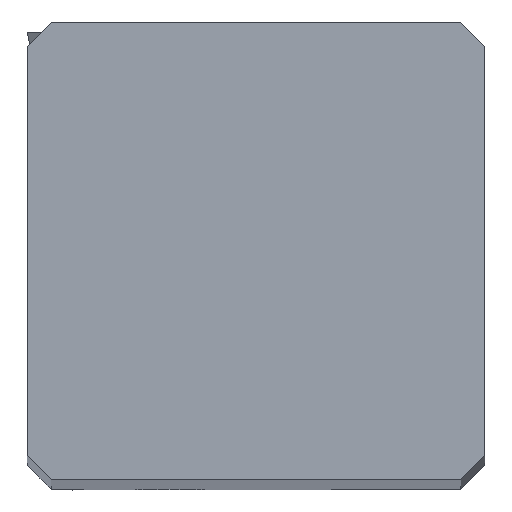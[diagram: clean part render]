
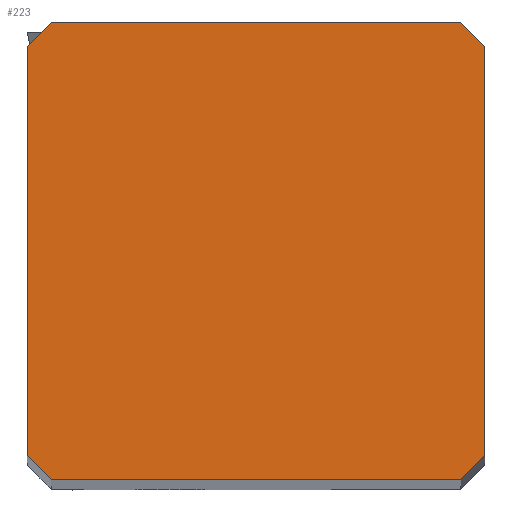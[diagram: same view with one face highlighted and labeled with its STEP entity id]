
A CAD part, top view. The second image highlights one B-rep face of the part: STEP entity #223.
In plain terms, the highlighted planar face has unit normal (0, 0, 1).
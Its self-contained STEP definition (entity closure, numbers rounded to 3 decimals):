
#141=FACE_OUTER_BOUND('',#354,.T.);
#223=ADVANCED_FACE('',(#141),#295,.T.);
#295=PLANE('',#1763);
#354=EDGE_LOOP('',(#551,#552,#553,#554,#555,#556,#557,#558));
#551=ORIENTED_EDGE('',*,*,#1109,.T.);
#552=ORIENTED_EDGE('',*,*,#1110,.F.);
#553=ORIENTED_EDGE('',*,*,#1071,.T.);
#554=ORIENTED_EDGE('',*,*,#1111,.F.);
#555=ORIENTED_EDGE('',*,*,#1112,.F.);
#556=ORIENTED_EDGE('',*,*,#1113,.F.);
#557=ORIENTED_EDGE('',*,*,#1114,.T.);
#558=ORIENTED_EDGE('',*,*,#1115,.F.);
#904=VERTEX_POINT('',#2487);
#905=VERTEX_POINT('',#2489);
#935=VERTEX_POINT('',#2571);
#936=VERTEX_POINT('',#2574);
#937=VERTEX_POINT('',#2579);
#938=VERTEX_POINT('',#2581);
#939=VERTEX_POINT('',#2583);
#940=VERTEX_POINT('',#2585);
#1071=EDGE_CURVE('',#905,#904,#1428,.T.);
#1109=EDGE_CURVE('',#935,#936,#1448,.T.);
#1110=EDGE_CURVE('',#905,#936,#1449,.T.);
#1111=EDGE_CURVE('',#937,#904,#1450,.T.);
#1112=EDGE_CURVE('',#938,#937,#1451,.T.);
#1113=EDGE_CURVE('',#939,#938,#1452,.T.);
#1114=EDGE_CURVE('',#939,#940,#1453,.T.);
#1115=EDGE_CURVE('',#935,#940,#1454,.T.);
#1428=LINE('',#2488,#1548);
#1448=LINE('',#2575,#1568);
#1449=LINE('',#2577,#1569);
#1450=LINE('',#2578,#1570);
#1451=LINE('',#2580,#1571);
#1452=LINE('',#2582,#1572);
#1453=LINE('',#2584,#1573);
#1454=LINE('',#2586,#1574);
#1548=VECTOR('',#2008,1.);
#1568=VECTOR('',#2072,1.);
#1569=VECTOR('',#2075,1.);
#1570=VECTOR('',#2076,1.);
#1571=VECTOR('',#2077,1.);
#1572=VECTOR('',#2078,1.);
#1573=VECTOR('',#2079,1.);
#1574=VECTOR('',#2080,1.);
#1763=AXIS2_PLACEMENT_3D('',#2587,#2081,#2082);
#2008=DIRECTION('',(1.,0.,0.));
#2072=DIRECTION('',(0.,-1.,0.));
#2075=DIRECTION('',(-0.707,0.707,0.));
#2076=DIRECTION('',(-0.707,-0.707,0.));
#2077=DIRECTION('',(0.,-1.,0.));
#2078=DIRECTION('',(0.707,-0.707,0.));
#2079=DIRECTION('',(-1.,0.,0.));
#2080=DIRECTION('',(0.707,0.707,0.));
#2081=DIRECTION('',(0.,0.,1.));
#2082=DIRECTION('',(1.,0.,0.));
#2487=CARTESIAN_POINT('',(-0.5,0.,0.));
#2488=CARTESIAN_POINT('',(-9.025,0.,0.));
#2489=CARTESIAN_POINT('',(-9.025,0.,0.));
#2571=CARTESIAN_POINT('',(-9.525,9.025,0.));
#2574=CARTESIAN_POINT('',(-9.525,0.5,0.));
#2575=CARTESIAN_POINT('',(-9.525,9.025,0.));
#2577=CARTESIAN_POINT('',(-9.025,0.,0.));
#2578=CARTESIAN_POINT('',(0.,0.5,0.));
#2579=CARTESIAN_POINT('',(0.,0.5,0.));
#2580=CARTESIAN_POINT('',(0.,9.025,0.));
#2581=CARTESIAN_POINT('',(0.,9.025,0.));
#2582=CARTESIAN_POINT('',(-0.5,9.525,0.));
#2583=CARTESIAN_POINT('',(-0.5,9.525,0.));
#2584=CARTESIAN_POINT('',(-0.5,9.525,0.));
#2585=CARTESIAN_POINT('',(-9.025,9.525,0.));
#2586=CARTESIAN_POINT('',(-9.525,9.025,0.));
#2587=CARTESIAN_POINT('',(-4.763,4.763,0.));
